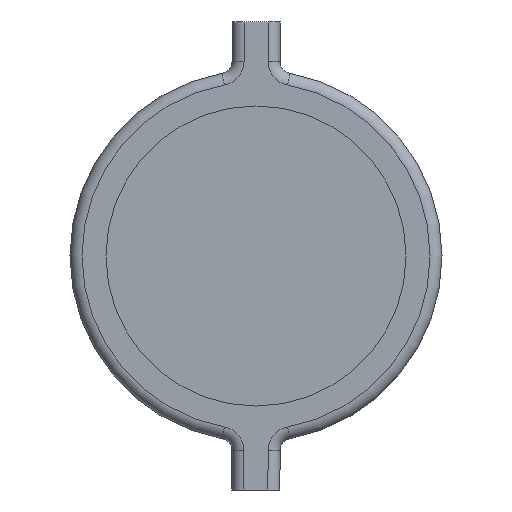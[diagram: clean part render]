
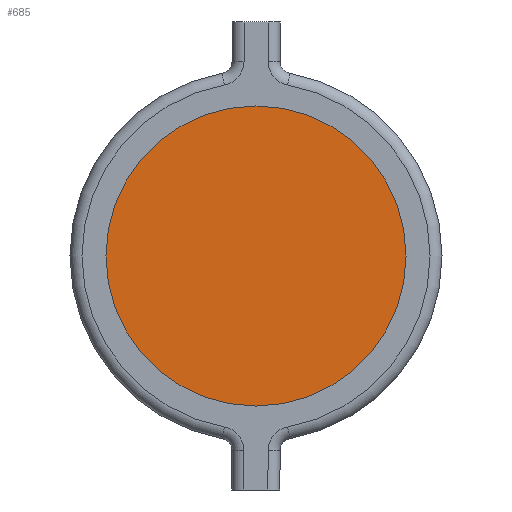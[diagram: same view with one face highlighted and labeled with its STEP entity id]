
A CAD part, left-side view. The second image highlights one B-rep face of the part: STEP entity #685.
In plain terms, the highlighted planar face has unit normal (-1, 0, 0).
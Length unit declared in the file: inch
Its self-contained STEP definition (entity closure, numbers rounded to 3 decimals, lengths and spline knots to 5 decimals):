
#76 = DIRECTION ( 'NONE',  ( 0., 0., 1. ) ) ;
#90 = CARTESIAN_POINT ( 'NONE',  ( -0.155, 0., 0. ) ) ;
#138 = EDGE_CURVE ( 'NONE', #891, #502, #630, .T. ) ;
#155 = AXIS2_PLACEMENT_3D ( 'NONE', #743, #315, #76 ) ;
#162 = CARTESIAN_POINT ( 'NONE',  ( -0.155, 0., 0. ) ) ;
#228 = CARTESIAN_POINT ( 'NONE',  ( -0.155, 0., 0.0625 ) ) ;
#315 = DIRECTION ( 'NONE',  ( -1., 0., 0. ) ) ;
#362 = CIRCLE ( 'NONE', #155, 0.0625 ) ;
#432 = AXIS2_PLACEMENT_3D ( 'NONE', #90, #681, #463 ) ;
#456 = DIRECTION ( 'NONE',  ( -1., 0., 0. ) ) ;
#462 = ORIENTED_EDGE ( 'NONE', *, *, #138, .T. ) ;
#463 = DIRECTION ( 'NONE',  ( 0., 0., 1. ) ) ;
#499 = CARTESIAN_POINT ( 'NONE',  ( -0.155, 0., -0.0625 ) ) ;
#502 = VERTEX_POINT ( 'NONE', #499 ) ;
#525 = EDGE_LOOP ( 'NONE', ( #594, #462 ) ) ;
#582 = FACE_OUTER_BOUND ( 'NONE', #525, .T. ) ;
#594 = ORIENTED_EDGE ( 'NONE', *, *, #762, .T. ) ;
#630 = CIRCLE ( 'NONE', #432, 0.0625 ) ;
#673 = PLANE ( 'NONE',  #863 ) ;
#681 = DIRECTION ( 'NONE',  ( -1., 0., 0. ) ) ;
#685 = ADVANCED_FACE ( 'NONE', ( #582 ), #673, .T. ) ;
#743 = CARTESIAN_POINT ( 'NONE',  ( -0.155, 0., 0. ) ) ;
#762 = EDGE_CURVE ( 'NONE', #502, #891, #362, .T. ) ;
#819 = DIRECTION ( 'NONE',  ( 0., 0., 1. ) ) ;
#863 = AXIS2_PLACEMENT_3D ( 'NONE', #162, #456, #819 ) ;
#891 = VERTEX_POINT ( 'NONE', #228 ) ;
